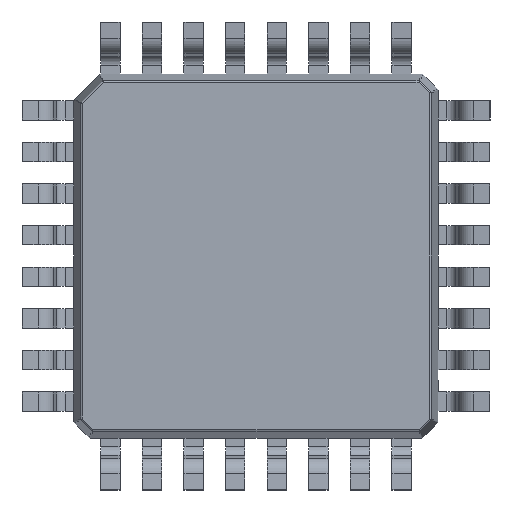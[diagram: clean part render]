
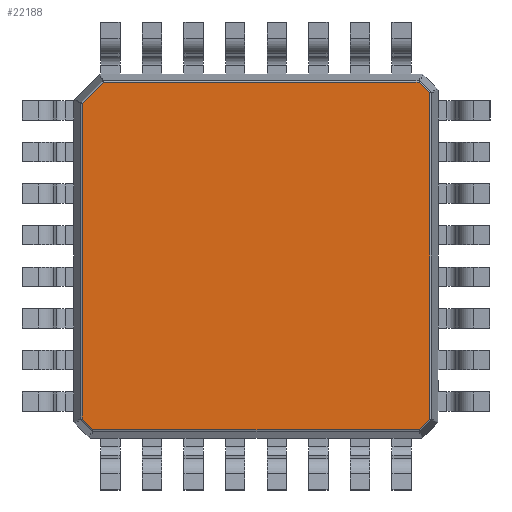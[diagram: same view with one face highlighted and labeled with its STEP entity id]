
A CAD part, front view. The second image highlights one B-rep face of the part: STEP entity #22188.
In plain terms, the highlighted planar face has unit normal (0, -1, 0).
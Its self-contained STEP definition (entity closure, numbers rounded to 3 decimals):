
#202 = EDGE_CURVE ( 'NONE', #17374, #7644, #19894, .T. ) ;
#205 = ORIENTED_EDGE ( 'NONE', *, *, #19883, .T. ) ;
#599 = CARTESIAN_POINT ( 'NONE',  ( -3.342, 0.1, -3.135 ) ) ;
#701 = CARTESIAN_POINT ( 'NONE',  ( 0., 0.1, 0. ) ) ;
#754 = LINE ( 'NONE', #22199, #5353 ) ;
#838 = VERTEX_POINT ( 'NONE', #17106 ) ;
#2028 = DIRECTION ( 'NONE',  ( 1., 0., 0. ) ) ;
#2395 = CARTESIAN_POINT ( 'NONE',  ( 0., 0.1, 3.342 ) ) ;
#3212 = CARTESIAN_POINT ( 'NONE',  ( -3.239, 0.1, -3.239 ) ) ;
#3355 = EDGE_CURVE ( 'NONE', #7644, #15442, #8930, .T. ) ;
#3596 = CARTESIAN_POINT ( 'NONE',  ( -3.342, 0.1, 2.935 ) ) ;
#3705 = EDGE_CURVE ( 'NONE', #17593, #8545, #18972, .T. ) ;
#3979 = CARTESIAN_POINT ( 'NONE',  ( -3.139, 0.1, 3.139 ) ) ;
#4860 = CARTESIAN_POINT ( 'NONE',  ( 3.342, 0.1, -3.135 ) ) ;
#4992 = CARTESIAN_POINT ( 'NONE',  ( 3.135, 0.1, -3.342 ) ) ;
#5353 = VECTOR ( 'NONE', #15677, 1000. ) ;
#5636 = LINE ( 'NONE', #12471, #18997 ) ;
#5900 = DIRECTION ( 'NONE',  ( 0., -1., 0. ) ) ;
#6272 = ORIENTED_EDGE ( 'NONE', *, *, #11862, .T. ) ;
#7644 = VERTEX_POINT ( 'NONE', #18703 ) ;
#8412 = ORIENTED_EDGE ( 'NONE', *, *, #202, .T. ) ;
#8545 = VERTEX_POINT ( 'NONE', #12519 ) ;
#8930 = LINE ( 'NONE', #3979, #18179 ) ;
#9013 = LINE ( 'NONE', #14684, #17152 ) ;
#9297 = ORIENTED_EDGE ( 'NONE', *, *, #14953, .T. ) ;
#9532 = DIRECTION ( 'NONE',  ( -0.707, 0., 0.707 ) ) ;
#9539 = VECTOR ( 'NONE', #11863, 1000. ) ;
#9733 = VECTOR ( 'NONE', #11836, 1000. ) ;
#10088 = CARTESIAN_POINT ( 'NONE',  ( 3.342, 0.1, 0. ) ) ;
#10587 = EDGE_CURVE ( 'NONE', #838, #10883, #5636, .T. ) ;
#10883 = VERTEX_POINT ( 'NONE', #4992 ) ;
#11041 = CARTESIAN_POINT ( 'NONE',  ( -3.342, 0.1, 0. ) ) ;
#11199 = VECTOR ( 'NONE', #21865, 1000. ) ;
#11836 = DIRECTION ( 'NONE',  ( 0., 0., 1. ) ) ;
#11862 = EDGE_CURVE ( 'NONE', #16685, #838, #21559, .T. ) ;
#11863 = DIRECTION ( 'NONE',  ( 0.707, 0., -0.707 ) ) ;
#12471 = CARTESIAN_POINT ( 'NONE',  ( 0., 0.1, -3.342 ) ) ;
#12519 = CARTESIAN_POINT ( 'NONE',  ( 3.342, 0.1, 3.135 ) ) ;
#12744 = VECTOR ( 'NONE', #19712, 1000. ) ;
#12866 = PLANE ( 'NONE',  #18853 ) ;
#14545 = CARTESIAN_POINT ( 'NONE',  ( 3.135, 0.1, 3.342 ) ) ;
#14684 = CARTESIAN_POINT ( 'NONE',  ( 3.239, 0.1, 3.239 ) ) ;
#14804 = FACE_OUTER_BOUND ( 'NONE', #18835, .T. ) ;
#14953 = EDGE_CURVE ( 'NONE', #8545, #17374, #9013, .T. ) ;
#15442 = VERTEX_POINT ( 'NONE', #3596 ) ;
#15677 = DIRECTION ( 'NONE',  ( 0.707, 0., 0.707 ) ) ;
#15970 = ORIENTED_EDGE ( 'NONE', *, *, #3705, .T. ) ;
#16145 = EDGE_CURVE ( 'NONE', #15442, #16685, #17338, .T. ) ;
#16166 = DIRECTION ( 'NONE',  ( -0.707, 0., -0.707 ) ) ;
#16685 = VERTEX_POINT ( 'NONE', #599 ) ;
#17106 = CARTESIAN_POINT ( 'NONE',  ( -3.135, 0.1, -3.342 ) ) ;
#17152 = VECTOR ( 'NONE', #9532, 1000. ) ;
#17338 = LINE ( 'NONE', #11041, #12744 ) ;
#17374 = VERTEX_POINT ( 'NONE', #14545 ) ;
#17593 = VERTEX_POINT ( 'NONE', #4860 ) ;
#18097 = DIRECTION ( 'NONE',  ( 0., 0., -1. ) ) ;
#18179 = VECTOR ( 'NONE', #16166, 1000. ) ;
#18703 = CARTESIAN_POINT ( 'NONE',  ( -2.935, 0.1, 3.342 ) ) ;
#18835 = EDGE_LOOP ( 'NONE', ( #205, #15970, #9297, #8412, #22103, #21321, #6272, #19715 ) ) ;
#18853 = AXIS2_PLACEMENT_3D ( 'NONE', #701, #5900, #18097 ) ;
#18972 = LINE ( 'NONE', #10088, #9733 ) ;
#18997 = VECTOR ( 'NONE', #2028, 1000. ) ;
#19712 = DIRECTION ( 'NONE',  ( 0., 0., -1. ) ) ;
#19715 = ORIENTED_EDGE ( 'NONE', *, *, #10587, .T. ) ;
#19883 = EDGE_CURVE ( 'NONE', #10883, #17593, #754, .T. ) ;
#19894 = LINE ( 'NONE', #2395, #11199 ) ;
#21321 = ORIENTED_EDGE ( 'NONE', *, *, #16145, .T. ) ;
#21559 = LINE ( 'NONE', #3212, #9539 ) ;
#21865 = DIRECTION ( 'NONE',  ( -1., 0., 0. ) ) ;
#22103 = ORIENTED_EDGE ( 'NONE', *, *, #3355, .T. ) ;
#22188 = ADVANCED_FACE ( 'NONE', ( #14804 ), #12866, .T. ) ;
#22199 = CARTESIAN_POINT ( 'NONE',  ( 3.239, 0.1, -3.239 ) ) ;
